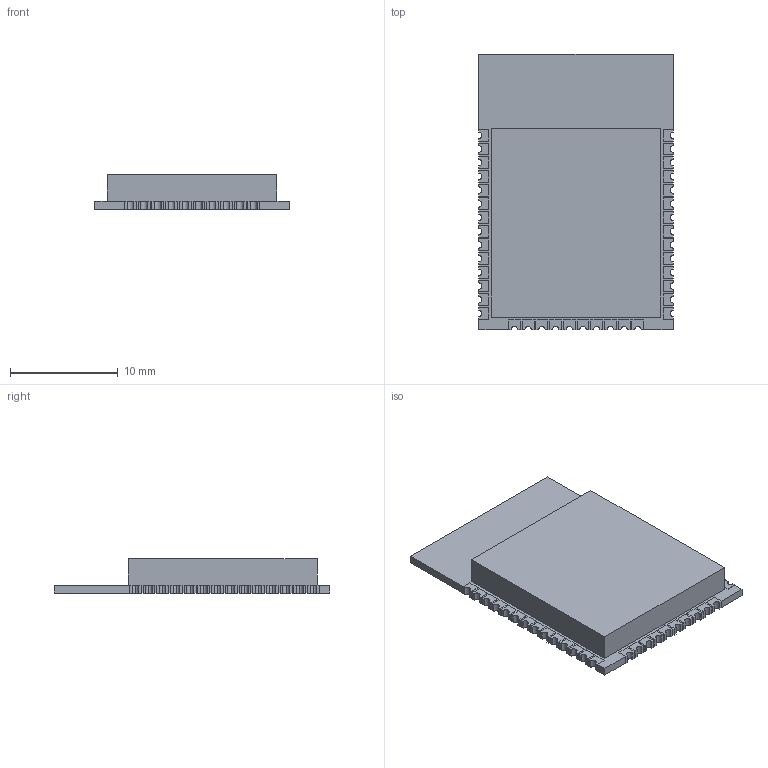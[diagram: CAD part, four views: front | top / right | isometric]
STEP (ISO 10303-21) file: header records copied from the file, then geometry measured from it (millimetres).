
FILE_DESCRIPTION (( 'STEP AP214' ), '1' );
FILE_NAME ('ESP32.STEP', '2018-01-14T00:20:48', ( 'Windows User' ), ( '' ), 'SwSTEP 2.0', 'SolidWorks 2015', '' );
FILE_SCHEMA (( 'AUTOMOTIVE_DESIGN' ));
Length unit declared in the file: millimetre
Products named in the file (1): ESP32
Bounding box: 18.02 x 25.51 x 3.21 mm (x, y, z)
Volume: 1012.5 mm3; surface area: 1149.3 mm2
Topology: 1 solids, 1 shells, 405 faces, 1206 edges, 804 vertices
Faces by surface type: plane 353, cylinder 52
Entity records: 17409 total; most frequent: CARTESIAN_POINT 2416, ORIENTED_EDGE 2412, DIRECTION 2122, EDGE_CURVE 1206, VECTOR 1102, LINE 1102, VERTEX_POINT 804, AXIS2_PLACEMENT_3D 510
